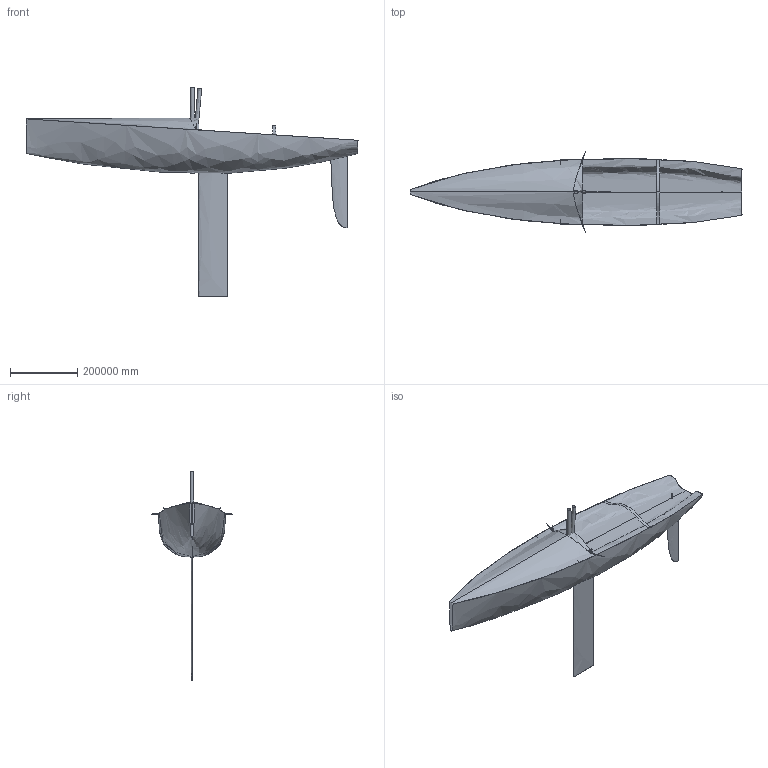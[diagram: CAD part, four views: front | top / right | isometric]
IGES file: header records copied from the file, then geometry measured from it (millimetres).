
Start section: IGES 5.2 file written by MultiSurf 09-Mar-2006  00:40:58 Model file: NOUX2_1006FEB12
Global section: file name: ~MS5F.tmp; native system: MultiSurf 4.7.1; preprocessor: RGKernel 2.50; author: NO_AUTHOR; organization: NO_COMPANY; date: 060309.004058; units: metre
Bounding box: 988000.07 x 243136.43 x 620000 mm (x, y, z)
Surface area: 644854540774.6 mm2 (no closed solid volume)
Topology: 0 solids, 0 shells, 24 faces, 188 edges, 442 vertices
Faces by surface type: bspline 24
